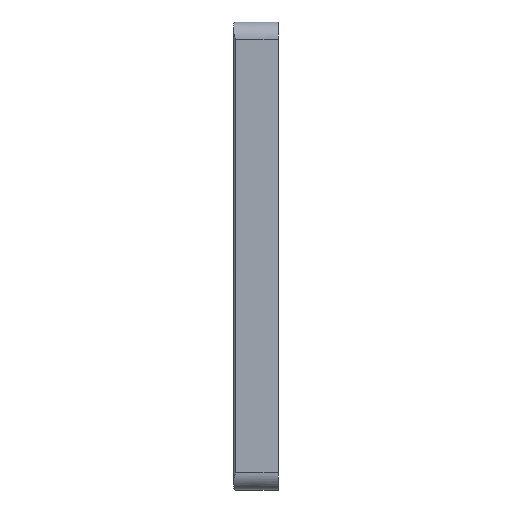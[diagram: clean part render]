
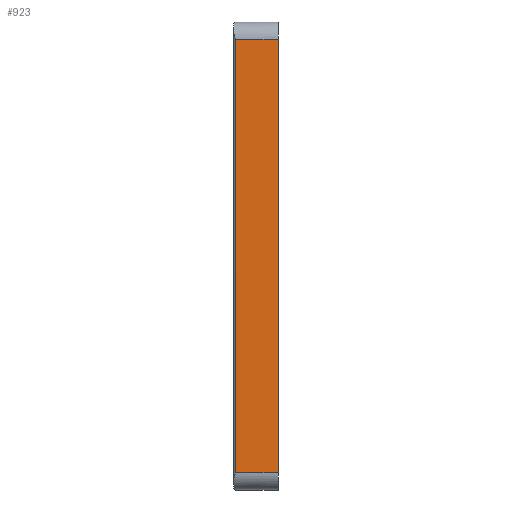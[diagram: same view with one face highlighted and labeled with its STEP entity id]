
A CAD part, left-side view. The second image highlights one B-rep face of the part: STEP entity #923.
In plain terms, the highlighted planar face has unit normal (-1, 0, 0).
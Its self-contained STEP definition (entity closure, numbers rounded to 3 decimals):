
#46=PLANE('',#1015);
#124=FACE_OUTER_BOUND('',#179,.T.);
#179=EDGE_LOOP('',(#824,#825,#826,#827));
#188=LINE('',#1305,#280);
#209=LINE('',#1377,#301);
#211=LINE('',#1390,#303);
#272=LINE('',#1568,#364);
#280=VECTOR('',#1032,10.);
#301=VECTOR('',#1081,10.);
#303=VECTOR('',#1087,10.);
#364=VECTOR('',#1256,10.);
#383=VERTEX_POINT('',#1297);
#384=VERTEX_POINT('',#1304);
#415=VERTEX_POINT('',#1370);
#418=VERTEX_POINT('',#1388);
#472=EDGE_CURVE('',#383,#384,#188,.T.);
#506=EDGE_CURVE('',#415,#383,#209,.T.);
#510=EDGE_CURVE('',#418,#415,#211,.T.);
#591=EDGE_CURVE('',#418,#384,#272,.T.);
#824=ORIENTED_EDGE('',*,*,#506,.F.);
#825=ORIENTED_EDGE('',*,*,#510,.F.);
#826=ORIENTED_EDGE('',*,*,#591,.T.);
#827=ORIENTED_EDGE('',*,*,#472,.F.);
#923=ADVANCED_FACE('',(#124),#46,.T.);
#1015=AXIS2_PLACEMENT_3D('',#1567,#1254,#1255);
#1032=DIRECTION('',(0.,-1.,0.));
#1081=DIRECTION('',(0.,0.,1.));
#1087=DIRECTION('',(0.,1.,0.));
#1254=DIRECTION('center_axis',(-1.,0.,0.));
#1255=DIRECTION('ref_axis',(0.,0.,1.));
#1256=DIRECTION('',(0.,0.,1.));
#1297=CARTESIAN_POINT('',(-29.25,4.5,23.));
#1304=CARTESIAN_POINT('',(-29.25,0.,23.));
#1305=CARTESIAN_POINT('',(-29.25,0.,23.));
#1370=CARTESIAN_POINT('',(-29.25,4.5,-23.));
#1377=CARTESIAN_POINT('',(-29.25,4.5,-12.425));
#1388=CARTESIAN_POINT('',(-29.25,0.,-23.));
#1390=CARTESIAN_POINT('',(-29.25,0.,-23.));
#1567=CARTESIAN_POINT('Origin',(-29.25,0.,-24.85));
#1568=CARTESIAN_POINT('',(-29.25,0.,-24.85));
